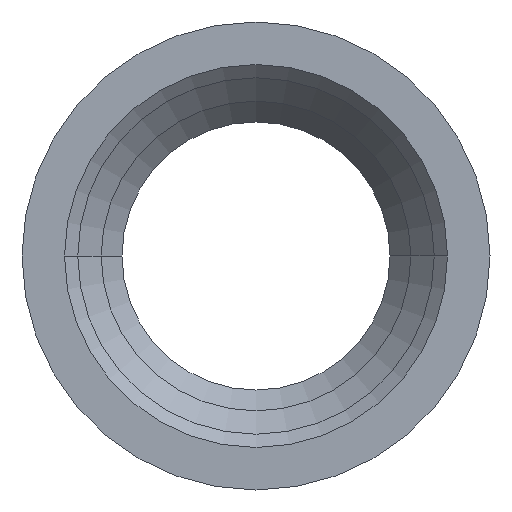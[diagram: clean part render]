
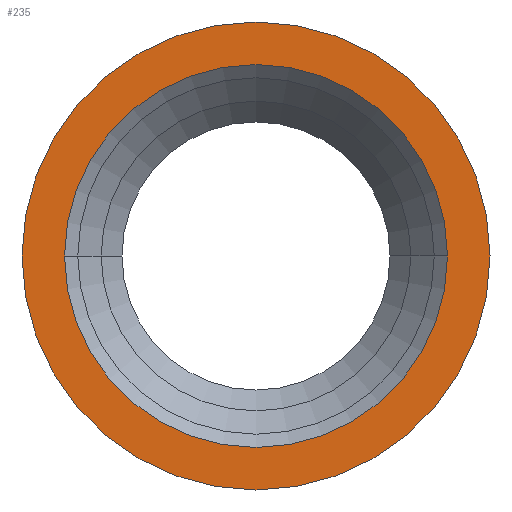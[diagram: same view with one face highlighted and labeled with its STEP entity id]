
A CAD part, left-side view. The second image highlights one B-rep face of the part: STEP entity #235.
In plain terms, the highlighted planar face has unit normal (-1, 0, 0).
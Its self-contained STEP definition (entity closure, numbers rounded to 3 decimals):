
#159 = VERTEX_POINT( '', #423 );
#177 = EDGE_CURVE( '', #297, #313, #442, .T. );
#199 = VERTEX_POINT( '', #467 );
#235 = ADVANCED_FACE( '', ( #510, #511 ), #512, .T. );
#271 = EDGE_CURVE( '', #159, #199, #551, .T. );
#297 = VERTEX_POINT( '', #582 );
#305 = EDGE_CURVE( '', #199, #159, #590, .T. );
#313 = VERTEX_POINT( '', #599 );
#351 = EDGE_CURVE( '', #313, #297, #642, .T. );
#423 = CARTESIAN_POINT( '', ( 0., -184.1, 0. ) );
#442 = CIRCLE( '', #737, 225. );
#467 = CARTESIAN_POINT( '', ( 0., 184.1, 0. ) );
#510 = FACE_BOUND( '', #820, .T. );
#511 = FACE_OUTER_BOUND( '', #821, .T. );
#512 = PLANE( '', #822 );
#551 = CIRCLE( '', #873, 184.1 );
#582 = CARTESIAN_POINT( '', ( 0., 225., 0. ) );
#590 = CIRCLE( '', #923, 184.1 );
#599 = CARTESIAN_POINT( '', ( 0., -225., 0. ) );
#642 = CIRCLE( '', #1000, 225. );
#737 = AXIS2_PLACEMENT_3D( '', #1097, #1098, #1099 );
#820 = EDGE_LOOP( '', ( #1201, #1202 ) );
#821 = EDGE_LOOP( '', ( #1203, #1204 ) );
#822 = AXIS2_PLACEMENT_3D( '', #1205, #1206, #1207 );
#873 = AXIS2_PLACEMENT_3D( '', #1250, #1251, #1252 );
#923 = AXIS2_PLACEMENT_3D( '', #1308, #1309, #1310 );
#1000 = AXIS2_PLACEMENT_3D( '', #1381, #1382, #1383 );
#1097 = CARTESIAN_POINT( '', ( 0., 0., 0. ) );
#1098 = DIRECTION( '', ( -1., 0., 0. ) );
#1099 = DIRECTION( '', ( 0., 1., 0. ) );
#1201 = ORIENTED_EDGE( '', *, *, #305, .F. );
#1202 = ORIENTED_EDGE( '', *, *, #271, .F. );
#1203 = ORIENTED_EDGE( '', *, *, #177, .T. );
#1204 = ORIENTED_EDGE( '', *, *, #351, .T. );
#1205 = CARTESIAN_POINT( '', ( 0., 204.55, 0. ) );
#1206 = DIRECTION( '', ( -1., 0., 0. ) );
#1207 = DIRECTION( '', ( 0., 1., 0. ) );
#1250 = CARTESIAN_POINT( '', ( 0., 0., 0. ) );
#1251 = DIRECTION( '', ( -1., 0., 0. ) );
#1252 = DIRECTION( '', ( 0., 1., 0. ) );
#1308 = CARTESIAN_POINT( '', ( 0., 0., 0. ) );
#1309 = DIRECTION( '', ( -1., 0., 0. ) );
#1310 = DIRECTION( '', ( 0., 1., 0. ) );
#1381 = CARTESIAN_POINT( '', ( 0., 0., 0. ) );
#1382 = DIRECTION( '', ( -1., 0., 0. ) );
#1383 = DIRECTION( '', ( 0., 1., 0. ) );
